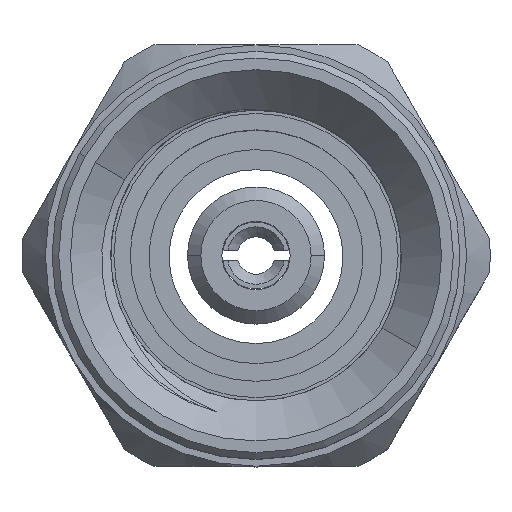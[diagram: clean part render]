
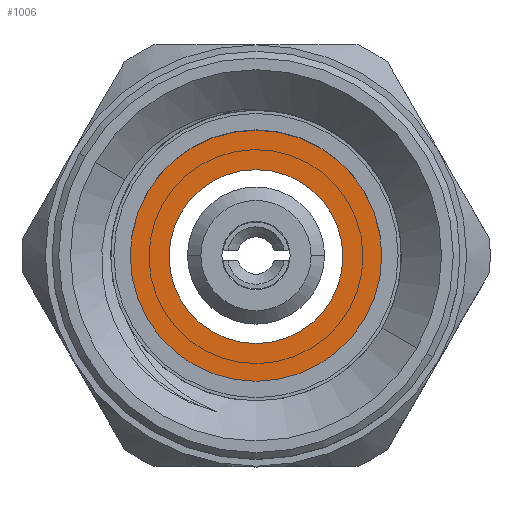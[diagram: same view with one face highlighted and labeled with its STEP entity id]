
A CAD part, top view. The second image highlights one B-rep face of the part: STEP entity #1006.
In plain terms, the highlighted planar face has unit normal (0, 0, -1).
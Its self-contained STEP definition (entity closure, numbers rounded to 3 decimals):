
#234 = CARTESIAN_POINT ( 'NONE',  ( 0., 0., 0. ) ) ;
#298 = CARTESIAN_POINT ( 'NONE',  ( 0., 0., 0. ) ) ;
#381 = CARTESIAN_POINT ( 'NONE',  ( -1.3, 0., 0. ) ) ;
#407 = CIRCLE ( 'NONE', #2066, 2.51 ) ;
#585 = DIRECTION ( 'NONE',  ( 0., 0., -1. ) ) ;
#805 = EDGE_CURVE ( 'NONE', #3316, #3909, #1485, .T. ) ;
#808 = EDGE_CURVE ( 'NONE', #1622, #4139, #2349, .T. ) ;
#996 = DIRECTION ( 'NONE',  ( -1., 0., 0. ) ) ;
#1006 = ADVANCED_FACE ( 'NONE', ( #3422, #1320 ), #1704, .T. ) ;
#1219 = EDGE_CURVE ( 'NONE', #4139, #1622, #1634, .T. ) ;
#1320 = FACE_BOUND ( 'NONE', #3018, .T. ) ;
#1323 = DIRECTION ( 'NONE',  ( -1., 0., 0. ) ) ;
#1372 = DIRECTION ( 'NONE',  ( -1., 0., 0. ) ) ;
#1485 = CIRCLE ( 'NONE', #3817, 2.51 ) ;
#1575 = ORIENTED_EDGE ( 'NONE', *, *, #1219, .F. ) ;
#1590 = CARTESIAN_POINT ( 'NONE',  ( 0., 0., 0. ) ) ;
#1610 = ORIENTED_EDGE ( 'NONE', *, *, #805, .T. ) ;
#1622 = VERTEX_POINT ( 'NONE', #2086 ) ;
#1634 = CIRCLE ( 'NONE', #2414, 1.3 ) ;
#1662 = DIRECTION ( 'NONE',  ( 0., 0., -1. ) ) ;
#1704 = PLANE ( 'NONE',  #3955 ) ;
#2066 = AXIS2_PLACEMENT_3D ( 'NONE', #234, #585, #4388 ) ;
#2086 = CARTESIAN_POINT ( 'NONE',  ( 1.3, 0., 0. ) ) ;
#2152 = EDGE_CURVE ( 'NONE', #3909, #3316, #407, .T. ) ;
#2349 = CIRCLE ( 'NONE', #2482, 1.3 ) ;
#2390 = CARTESIAN_POINT ( 'NONE',  ( 0., 1.3, 0. ) ) ;
#2414 = AXIS2_PLACEMENT_3D ( 'NONE', #2673, #3770, #996 ) ;
#2482 = AXIS2_PLACEMENT_3D ( 'NONE', #1590, #4425, #1323 ) ;
#2673 = CARTESIAN_POINT ( 'NONE',  ( 0., 0., 0. ) ) ;
#2887 = CARTESIAN_POINT ( 'NONE',  ( -2.51, 0., 0. ) ) ;
#2909 = CARTESIAN_POINT ( 'NONE',  ( 2.51, 0., 0. ) ) ;
#3018 = EDGE_LOOP ( 'NONE', ( #1575, #3250 ) ) ;
#3082 = DIRECTION ( 'NONE',  ( 0., 0., -1. ) ) ;
#3250 = ORIENTED_EDGE ( 'NONE', *, *, #808, .F. ) ;
#3316 = VERTEX_POINT ( 'NONE', #2887 ) ;
#3422 = FACE_OUTER_BOUND ( 'NONE', #4219, .T. ) ;
#3424 = DIRECTION ( 'NONE',  ( -1., 0., 0. ) ) ;
#3538 = ORIENTED_EDGE ( 'NONE', *, *, #2152, .T. ) ;
#3770 = DIRECTION ( 'NONE',  ( 0., 0., -1. ) ) ;
#3817 = AXIS2_PLACEMENT_3D ( 'NONE', #298, #1662, #3424 ) ;
#3909 = VERTEX_POINT ( 'NONE', #2909 ) ;
#3955 = AXIS2_PLACEMENT_3D ( 'NONE', #2390, #3082, #1372 ) ;
#4139 = VERTEX_POINT ( 'NONE', #381 ) ;
#4219 = EDGE_LOOP ( 'NONE', ( #3538, #1610 ) ) ;
#4388 = DIRECTION ( 'NONE',  ( -1., 0., 0. ) ) ;
#4425 = DIRECTION ( 'NONE',  ( 0., 0., -1. ) ) ;
